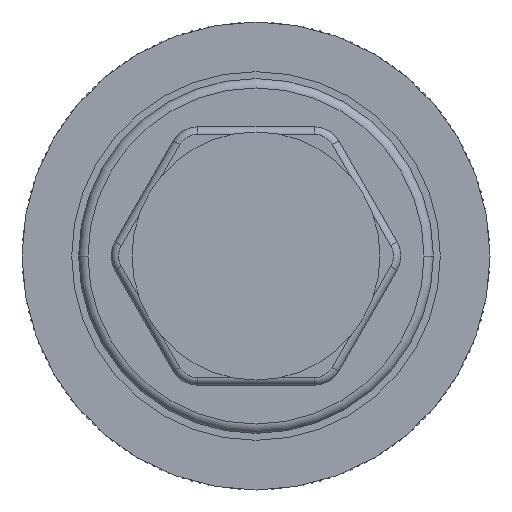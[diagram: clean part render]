
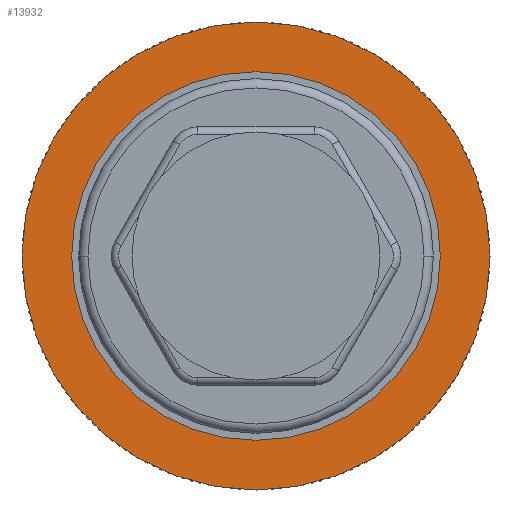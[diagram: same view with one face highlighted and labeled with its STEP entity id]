
A CAD part, front view. The second image highlights one B-rep face of the part: STEP entity #13932.
In plain terms, the highlighted planar face has unit normal (0, -1, 0).
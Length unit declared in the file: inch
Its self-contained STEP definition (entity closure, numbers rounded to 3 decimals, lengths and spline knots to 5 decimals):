
#4692=CARTESIAN_POINT('',(0.,0.,0.));
#4693=DIRECTION('',(0.,-1.,0.));
#4694=DIRECTION('',(1.,0.,0.));
#4695=AXIS2_PLACEMENT_3D('',#4692,#4693,#4694);
#4697=CARTESIAN_POINT('',(0.,0.,0.));
#4698=DIRECTION('',(0.,1.,0.));
#4699=DIRECTION('',(1.,0.,0.));
#4700=AXIS2_PLACEMENT_3D('',#4697,#4698,#4699);
#6999=CARTESIAN_POINT('',(1.25,0.,0.));
#7001=VERTEX_POINT('',#6999);
#7007=CARTESIAN_POINT('',(-1.25,0.,0.));
#7009=VERTEX_POINT('',#7007);
#13922=CARTESIAN_POINT('',(0.,0.,0.));
#13923=DIRECTION('',(0.,1.,0.));
#13924=DIRECTION('',(-1.,0.,0.));
#13925=AXIS2_PLACEMENT_3D('',#13922,#13923,#13924);
#13926=PLANE('',#13925);
#13928=ORIENTED_EDGE('',*,*,#13927,.F.);
#13929=ORIENTED_EDGE('',*,*,#13917,.T.);
#13930=EDGE_LOOP('',(#13928,#13929));
#13931=FACE_OUTER_BOUND('',#13930,.F.);
#13932=ADVANCED_FACE('',(#13931),#13926,.F.);
#4696=CIRCLE('',#4695,1.25);
#4701=CIRCLE('',#4700,1.25);
#13917=EDGE_CURVE('',#7001,#7009,#4701,.T.);
#13927=EDGE_CURVE('',#7001,#7009,#4696,.T.);
